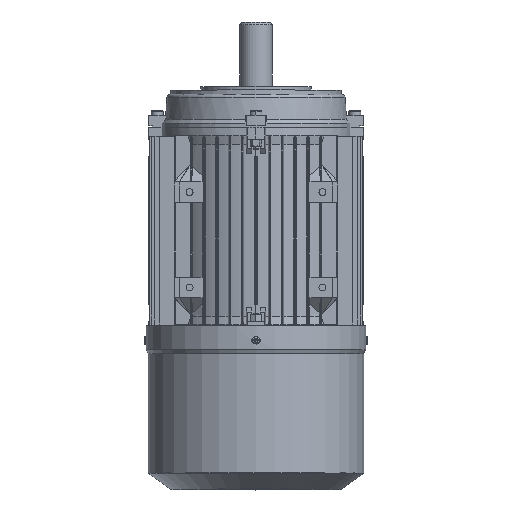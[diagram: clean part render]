
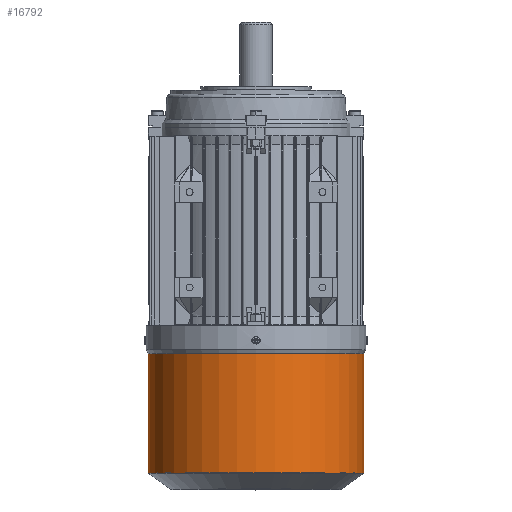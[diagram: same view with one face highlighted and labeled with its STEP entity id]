
A CAD part, top view. The second image highlights one B-rep face of the part: STEP entity #16792.
In plain terms, the highlighted cylindrical face has radius 126.5 mm (diameter 253 mm), a partial arc.
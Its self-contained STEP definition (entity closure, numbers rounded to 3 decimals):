
#16674 = ORIENTED_EDGE ( 'NONE', *, *, #16963, .F. ) ;
#16792 = ADVANCED_FACE ( 'NONE', ( #20276 ), #20274, .T. ) ;
#16819 = ORIENTED_EDGE ( 'NONE', *, *, #62379, .T. ) ;
#16821 = ORIENTED_EDGE ( 'NONE', *, *, #16858, .T. ) ;
#16827 = VERTEX_POINT ( 'NONE', #20354 ) ;
#16857 = EDGE_LOOP ( 'NONE', ( #16819, #16821, #16674, #16964 ) ) ;
#16858 = EDGE_CURVE ( 'NONE', #62377, #16827, #20376, .T. ) ;
#16955 = VERTEX_POINT ( 'NONE', #20577 ) ;
#16963 = EDGE_CURVE ( 'NONE', #16955, #16827, #20559, .T. ) ;
#16964 = ORIENTED_EDGE ( 'NONE', *, *, #16965, .F. ) ;
#16965 = EDGE_CURVE ( 'NONE', #62378, #16955, #20554, .T. ) ;
#20270 = DIRECTION ( 'NONE',  ( 0., 0., -1. ) ) ;
#20271 = DIRECTION ( 'NONE',  ( 1., 0., 0. ) ) ;
#20272 = CARTESIAN_POINT ( 'NONE',  ( 2., 0., 0. ) ) ;
#20273 = AXIS2_PLACEMENT_3D ( 'NONE', #20272, #20271, #20270 ) ;
#20274 = CYLINDRICAL_SURFACE ( 'NONE', #20273, 126.5 ) ;
#20276 = FACE_OUTER_BOUND ( 'NONE', #16857, .T. ) ;
#20354 = CARTESIAN_POINT ( 'NONE',  ( -16.486, 0., 126.5 ) ) ;
#20373 = DIRECTION ( 'NONE',  ( 1., 0., 0. ) ) ;
#20374 = VECTOR ( 'NONE', #20373, 1000. ) ;
#20375 = CARTESIAN_POINT ( 'NONE',  ( 2., 0., 126.5 ) ) ;
#20376 = LINE ( 'NONE', #20375, #20374 ) ;
#20551 = DIRECTION ( 'NONE',  ( 1., 0., 0. ) ) ;
#20552 = VECTOR ( 'NONE', #20551, 1000. ) ;
#20553 = CARTESIAN_POINT ( 'NONE',  ( 2., 0., -126.5 ) ) ;
#20554 = LINE ( 'NONE', #20553, #20552 ) ;
#20555 = DIRECTION ( 'NONE',  ( 0., 0., -1. ) ) ;
#20556 = DIRECTION ( 'NONE',  ( 1., 0., 0. ) ) ;
#20557 = CARTESIAN_POINT ( 'NONE',  ( -16.486, 0., 0. ) ) ;
#20558 = AXIS2_PLACEMENT_3D ( 'NONE', #20557, #20556, #20555 ) ;
#20559 = CIRCLE ( 'NONE', #20558, 126.5 ) ;
#20577 = CARTESIAN_POINT ( 'NONE',  ( -16.486, 0., -126.5 ) ) ;
#31688 = DIRECTION ( 'NONE',  ( 0., 0., -1. ) ) ;
#31689 = DIRECTION ( 'NONE',  ( 1., 0., 0. ) ) ;
#31690 = CARTESIAN_POINT ( 'NONE',  ( -156.764, 0., 0. ) ) ;
#31691 = AXIS2_PLACEMENT_3D ( 'NONE', #31690, #31689, #31688 ) ;
#31692 = CIRCLE ( 'NONE', #31691, 126.5 ) ;
#31694 = CARTESIAN_POINT ( 'NONE',  ( -156.764, 0., -126.5 ) ) ;
#31695 = CARTESIAN_POINT ( 'NONE',  ( -156.764, 0., 126.5 ) ) ;
#62377 = VERTEX_POINT ( 'NONE', #31695 ) ;
#62378 = VERTEX_POINT ( 'NONE', #31694 ) ;
#62379 = EDGE_CURVE ( 'NONE', #62378, #62377, #31692, .T. ) ;
